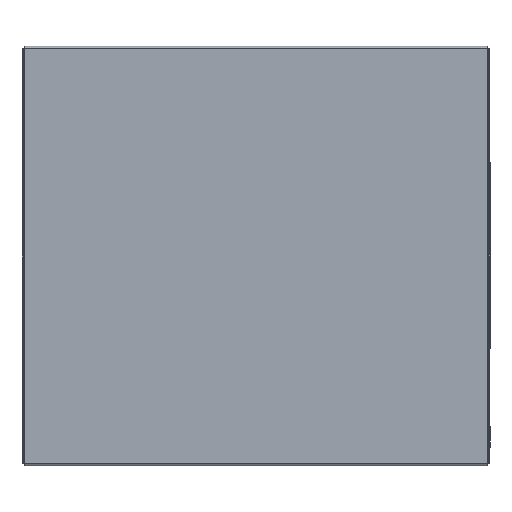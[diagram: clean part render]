
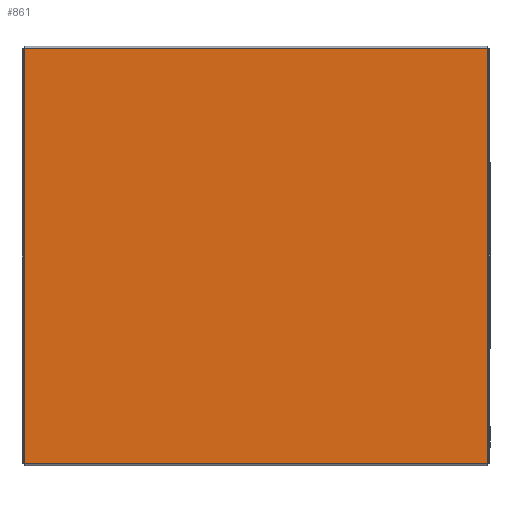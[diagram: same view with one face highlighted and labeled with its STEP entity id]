
A CAD part, front view. The second image highlights one B-rep face of the part: STEP entity #861.
In plain terms, the highlighted planar face has unit normal (0, -1, 0).
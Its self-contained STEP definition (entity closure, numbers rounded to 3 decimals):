
#430 = PLANE ( 'NONE',  #2116 ) ;
#467 = CARTESIAN_POINT ( 'NONE',  ( 219.8, -1.2, -196.8 ) ) ;
#568 = ORIENTED_EDGE ( 'NONE', *, *, #1614, .F. ) ;
#604 = CARTESIAN_POINT ( 'NONE',  ( -219.8, -1.2, -197. ) ) ;
#681 = ORIENTED_EDGE ( 'NONE', *, *, #1713, .T. ) ;
#757 = EDGE_CURVE ( 'NONE', #2331, #1128, #2156, .T. ) ;
#861 = ADVANCED_FACE ( 'NONE', ( #3002 ), #430, .F. ) ;
#880 = EDGE_CURVE ( 'NONE', #2331, #1208, #2586, .T. ) ;
#912 = VERTEX_POINT ( 'NONE', #1678 ) ;
#927 = DIRECTION ( 'NONE',  ( 0., 1., 0. ) ) ;
#938 = ORIENTED_EDGE ( 'NONE', *, *, #757, .T. ) ;
#1062 = ORIENTED_EDGE ( 'NONE', *, *, #880, .F. ) ;
#1109 = VECTOR ( 'NONE', #2789, 1000. ) ;
#1116 = VECTOR ( 'NONE', #2628, 1000. ) ;
#1128 = VERTEX_POINT ( 'NONE', #3057 ) ;
#1195 = VECTOR ( 'NONE', #1376, 1000. ) ;
#1208 = VERTEX_POINT ( 'NONE', #467 ) ;
#1376 = DIRECTION ( 'NONE',  ( -1., 0., 0. ) ) ;
#1603 = DIRECTION ( 'NONE',  ( 1., 0., 0. ) ) ;
#1614 = EDGE_CURVE ( 'NONE', #912, #1128, #1731, .T. ) ;
#1628 = CARTESIAN_POINT ( 'NONE',  ( 219.8, -1.2, 196.8 ) ) ;
#1678 = CARTESIAN_POINT ( 'NONE',  ( -219.8, -1.2, -196.8 ) ) ;
#1713 = EDGE_CURVE ( 'NONE', #912, #1208, #2495, .T. ) ;
#1731 = LINE ( 'NONE', #604, #1109 ) ;
#1852 = VECTOR ( 'NONE', #1603, 1000. ) ;
#2110 = CARTESIAN_POINT ( 'NONE',  ( 0., -1.2, 0. ) ) ;
#2116 = AXIS2_PLACEMENT_3D ( 'NONE', #2110, #927, #2859 ) ;
#2156 = LINE ( 'NONE', #1628, #1195 ) ;
#2331 = VERTEX_POINT ( 'NONE', #3107 ) ;
#2353 = CARTESIAN_POINT ( 'NONE',  ( -219.8, -1.2, -196.8 ) ) ;
#2399 = CARTESIAN_POINT ( 'NONE',  ( 219.8, -1.2, 197. ) ) ;
#2495 = LINE ( 'NONE', #2353, #1852 ) ;
#2586 = LINE ( 'NONE', #2399, #1116 ) ;
#2628 = DIRECTION ( 'NONE',  ( 0., 0., -1. ) ) ;
#2789 = DIRECTION ( 'NONE',  ( 0., 0., 1. ) ) ;
#2859 = DIRECTION ( 'NONE',  ( 0., 0., 1. ) ) ;
#3002 = FACE_OUTER_BOUND ( 'NONE', #3079, .T. ) ;
#3057 = CARTESIAN_POINT ( 'NONE',  ( -219.8, -1.2, 196.8 ) ) ;
#3079 = EDGE_LOOP ( 'NONE', ( #681, #1062, #938, #568 ) ) ;
#3107 = CARTESIAN_POINT ( 'NONE',  ( 219.8, -1.2, 196.8 ) ) ;
